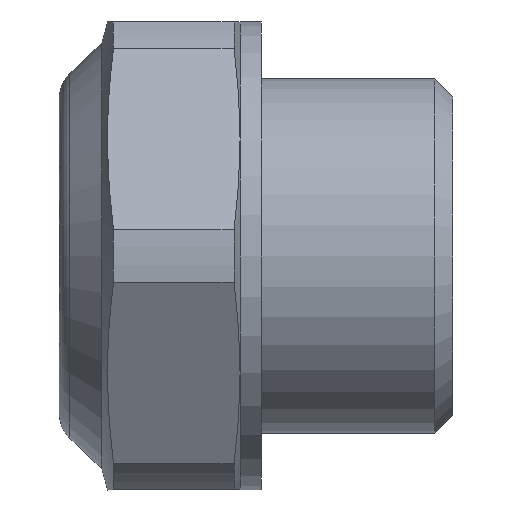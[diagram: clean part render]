
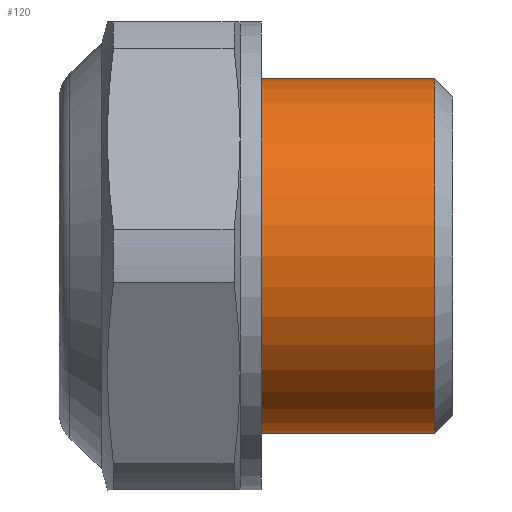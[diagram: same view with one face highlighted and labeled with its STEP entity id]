
A CAD part, front view. The second image highlights one B-rep face of the part: STEP entity #120.
In plain terms, the highlighted cylindrical face has radius 8.331 mm (diameter 16.662 mm), a full revolution.
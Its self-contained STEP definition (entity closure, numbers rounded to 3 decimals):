
#120 = ADVANCED_FACE( '', ( #259, #260 ), #261, .T. );
#259 = FACE_OUTER_BOUND( '', #414, .T. );
#260 = FACE_OUTER_BOUND( '', #415, .T. );
#261 = CYLINDRICAL_SURFACE( '', #416, 8.331 );
#414 = EDGE_LOOP( '', ( #718 ) );
#415 = EDGE_LOOP( '', ( #719 ) );
#416 = AXIS2_PLACEMENT_3D( '', #720, #721, #722 );
#718 = ORIENTED_EDGE( '', *, *, #997, .T. );
#719 = ORIENTED_EDGE( '', *, *, #998, .F. );
#720 = CARTESIAN_POINT( '', ( 18.5, 0., 0. ) );
#721 = DIRECTION( '', ( -1., 0., 0. ) );
#722 = DIRECTION( '', ( 0., 0., -1. ) );
#997 = EDGE_CURVE( '', #1216, #1216, #1217, .T. );
#998 = EDGE_CURVE( '', #1218, #1218, #1219, .T. );
#1216 = VERTEX_POINT( '', #1569 );
#1217 = CIRCLE( '', #1570, 8.331 );
#1218 = VERTEX_POINT( '', #1571 );
#1219 = CIRCLE( '', #1572, 8.331 );
#1569 = CARTESIAN_POINT( '', ( 9.5, 0., -8.331 ) );
#1570 = AXIS2_PLACEMENT_3D( '', #1770, #1771, #1772 );
#1571 = CARTESIAN_POINT( '', ( 17.644, 0., -8.331 ) );
#1572 = AXIS2_PLACEMENT_3D( '', #1773, #1774, #1775 );
#1770 = CARTESIAN_POINT( '', ( 9.5, 0., 0. ) );
#1771 = DIRECTION( '', ( 1., 0., 0. ) );
#1772 = DIRECTION( '', ( 0., 0., -1. ) );
#1773 = CARTESIAN_POINT( '', ( 17.644, 0., 0. ) );
#1774 = DIRECTION( '', ( 1., 0., 0. ) );
#1775 = DIRECTION( '', ( 0., 0., -1. ) );
